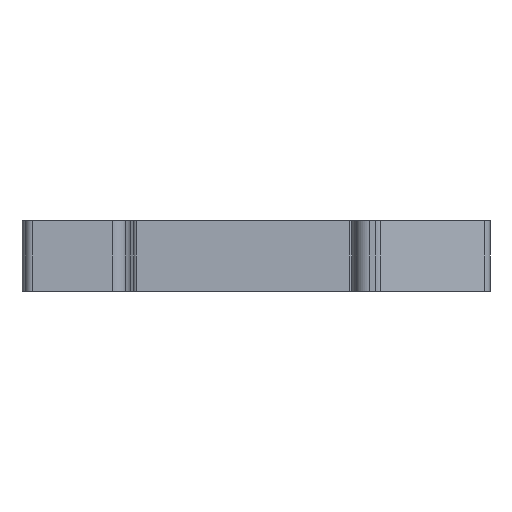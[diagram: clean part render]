
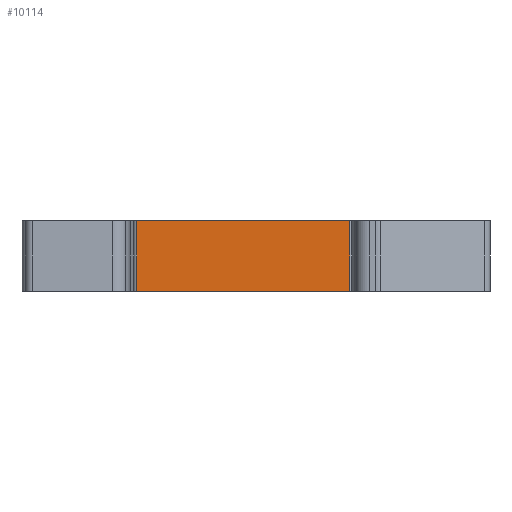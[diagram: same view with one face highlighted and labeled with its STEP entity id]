
A CAD part, front view. The second image highlights one B-rep face of the part: STEP entity #10114.
In plain terms, the highlighted planar face has unit normal (0, -1, 0).
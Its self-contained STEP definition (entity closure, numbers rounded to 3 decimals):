
#2379=DIRECTION('',(-1.,0.,0.));
#2380=VECTOR('',#2379,30.895);
#2381=CARTESIAN_POINT('',(20.7,0.,-5.15));
#2382=LINE('',#2381,#2380);
#2383=DIRECTION('',(1.,0.,0.));
#2384=VECTOR('',#2383,30.895);
#2385=CARTESIAN_POINT('',(-10.195,0.,5.15));
#2386=LINE('',#2385,#2384);
#2387=DIRECTION('',(0.,0.,-1.));
#2388=VECTOR('',#2387,10.3);
#2389=CARTESIAN_POINT('',(20.7,0.,5.15));
#2390=LINE('',#2389,#2388);
#2391=DIRECTION('',(0.,0.,-1.));
#2392=VECTOR('',#2391,10.3);
#2393=CARTESIAN_POINT('',(-10.195,0.,5.15));
#2394=LINE('',#2393,#2392);
#6145=CARTESIAN_POINT('',(20.7,0.,5.15));
#6146=VERTEX_POINT('',#6145);
#6147=CARTESIAN_POINT('',(-10.195,0.,5.15));
#6148=VERTEX_POINT('',#6147);
#6495=CARTESIAN_POINT('',(-10.195,0.,-5.15));
#6496=VERTEX_POINT('',#6495);
#6497=CARTESIAN_POINT('',(20.7,0.,-5.15));
#6498=VERTEX_POINT('',#6497);
#10102=CARTESIAN_POINT('',(5.252,0.,0.));
#10103=DIRECTION('',(0.,1.,0.));
#10104=DIRECTION('',(1.,0.,0.));
#10105=AXIS2_PLACEMENT_3D('',#10102,#10103,#10104);
#10106=PLANE('',#10105);
#10107=ORIENTED_EDGE('',*,*,#7336,.T.);
#10109=ORIENTED_EDGE('',*,*,#10108,.F.);
#10110=ORIENTED_EDGE('',*,*,#8838,.T.);
#10111=ORIENTED_EDGE('',*,*,#10095,.T.);
#10112=EDGE_LOOP('',(#10107,#10109,#10110,#10111));
#10113=FACE_OUTER_BOUND('',#10112,.F.);
#7336=EDGE_CURVE('',#6498,#6496,#2382,.T.);
#8838=EDGE_CURVE('',#6148,#6146,#2386,.T.);
#10095=EDGE_CURVE('',#6146,#6498,#2390,.T.);
#10108=EDGE_CURVE('',#6148,#6496,#2394,.T.);
#10114=ADVANCED_FACE('',(#10113),#10106,.F.);
